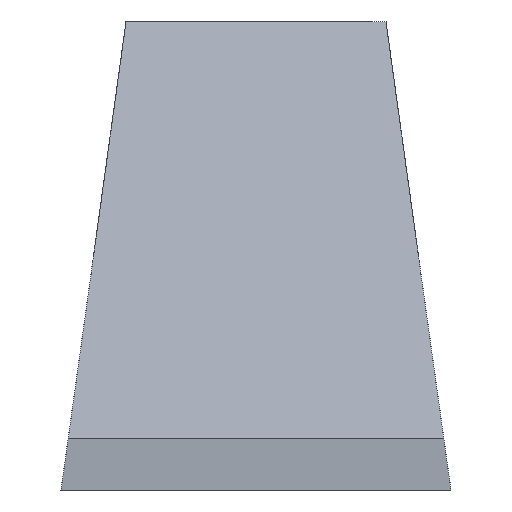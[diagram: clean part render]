
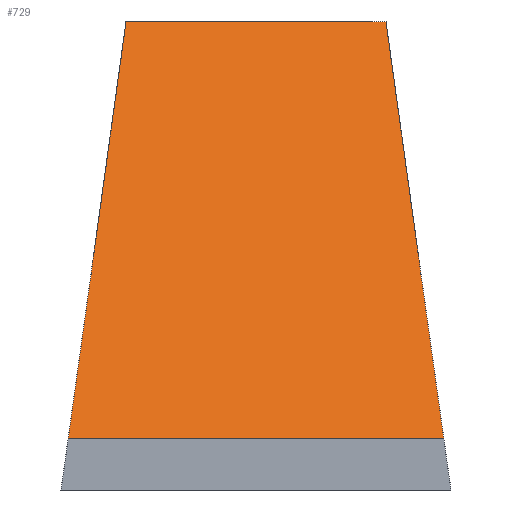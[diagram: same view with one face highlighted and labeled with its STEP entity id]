
A CAD part, left-side view. The second image highlights one B-rep face of the part: STEP entity #729.
In plain terms, the highlighted planar face has unit normal (-0.697, 0, 0.717).
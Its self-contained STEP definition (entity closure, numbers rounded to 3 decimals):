
#529=CARTESIAN_POINT('',(-229.444,72.222,20.));
#530=VERTEX_POINT('',#529);
#531=CARTESIAN_POINT('',(-65.,50.,180.));
#532=VERTEX_POINT('',#531);
#533=CARTESIAN_POINT('',(-229.444,72.222,20.));
#534=DIRECTION('',(0.713,-0.096,0.694));
#535=VECTOR('',#534,230.512);
#536=LINE('',#533,#535);
#537=EDGE_CURVE('',#530,#532,#536,.T.);
#594=CARTESIAN_POINT('',(-229.444,-72.222,20.));
#595=VERTEX_POINT('',#594);
#602=CARTESIAN_POINT('',(-229.444,-72.222,20.));
#603=DIRECTION('',(0.,1.,0.));
#604=VECTOR('',#603,144.444);
#605=LINE('',#602,#604);
#606=EDGE_CURVE('',#595,#530,#605,.T.);
#706=CARTESIAN_POINT('',(-147.222,0.,100.));
#707=DIRECTION('',(-0.717,0.,-0.697));
#708=DIRECTION('',(0.697,0.,-0.717));
#709=AXIS2_PLACEMENT_3D('',#706,#708,#707);
#710=PLANE('',#709);
#711=ORIENTED_EDGE('',*,*,#606,.T.);
#712=ORIENTED_EDGE('',*,*,#537,.T.);
#713=CARTESIAN_POINT('',(-65.,-50.,180.));
#714=VERTEX_POINT('',#713);
#715=CARTESIAN_POINT('',(-65.,-50.,180.));
#716=DIRECTION('',(0.,1.,0.));
#717=VECTOR('',#716,100.);
#718=LINE('',#715,#717);
#719=EDGE_CURVE('',#714,#532,#718,.T.);
#720=ORIENTED_EDGE('E61',*,*,#719,.F.);
#721=CARTESIAN_POINT('',(-229.444,-72.222,20.));
#722=DIRECTION('',(0.713,0.096,0.694));
#723=VECTOR('',#722,230.512);
#724=LINE('',#721,#723);
#725=EDGE_CURVE('',#595,#714,#724,.T.);
#726=ORIENTED_EDGE('E62',*,*,#725,.F.);
#727=EDGE_LOOP('',(#711,#712,#720,#726));
#728=FACE_OUTER_BOUND('',#727,.F.);
#729=ADVANCED_FACE('F19',(#728),#710,.F.);
